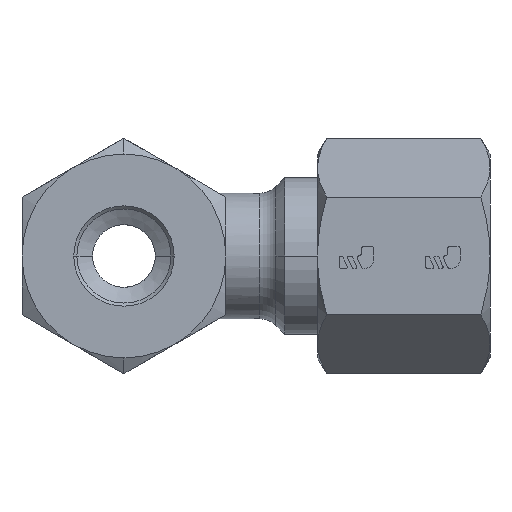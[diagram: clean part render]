
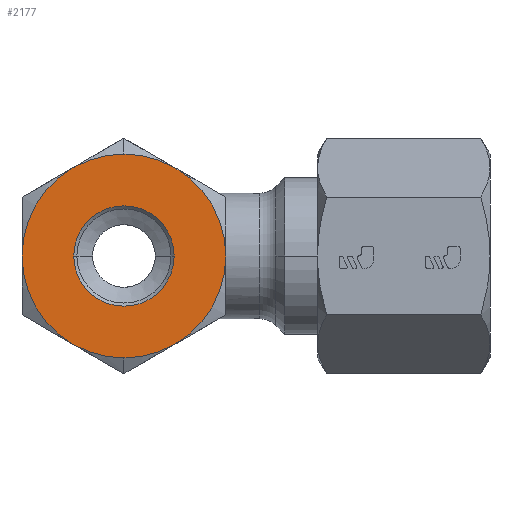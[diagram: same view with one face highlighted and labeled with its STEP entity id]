
A CAD part, left-side view. The second image highlights one B-rep face of the part: STEP entity #2177.
In plain terms, the highlighted planar face has unit normal (-1, 0, 0).
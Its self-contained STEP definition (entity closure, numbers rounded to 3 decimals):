
#2177=ADVANCED_FACE('',(#4836,#4837),#4838,.T.);
#4836=FACE_OUTER_BOUND('',#8311,.T.);
#4837=FACE_BOUND('',#8312,.T.);
#4838=PLANE('',#8313);
#8311=EDGE_LOOP('',(#15283,#15284,#15285,#15286,#15287,#15288,#15289,#15290));
#8312=EDGE_LOOP('',(#15291,#15292));
#8313=AXIS2_PLACEMENT_3D('',#15293,#15294,#15295);
#15283=ORIENTED_EDGE('',*,*,#22521,.T.);
#15284=ORIENTED_EDGE('',*,*,#22522,.T.);
#15285=ORIENTED_EDGE('',*,*,#20250,.F.);
#15286=ORIENTED_EDGE('',*,*,#20780,.F.);
#15287=ORIENTED_EDGE('',*,*,#22523,.T.);
#15288=ORIENTED_EDGE('',*,*,#22524,.T.);
#15289=ORIENTED_EDGE('',*,*,#22525,.F.);
#15290=ORIENTED_EDGE('',*,*,#20732,.F.);
#15291=ORIENTED_EDGE('',*,*,#21375,.T.);
#15292=ORIENTED_EDGE('',*,*,#20576,.T.);
#15293=CARTESIAN_POINT('',(-23.345,0.0,0.0));
#15294=DIRECTION('',(-1.0,0.0,0.0));
#15295=DIRECTION('',(0.0,1.0,0.0));
#20250=EDGE_CURVE('',#24379,#24036,#24380,.T.);
#20576=EDGE_CURVE('',#24942,#24939,#24943,.T.);
#20732=EDGE_CURVE('',#24373,#25201,#25202,.T.);
#20780=EDGE_CURVE('',#25280,#24379,#25281,.T.);
#21375=EDGE_CURVE('',#24939,#24942,#26259,.T.);
#22521=EDGE_CURVE('',#24373,#27941,#27942,.T.);
#22522=EDGE_CURVE('',#27941,#24036,#27943,.T.);
#22523=EDGE_CURVE('',#25280,#27944,#27945,.T.);
#22524=EDGE_CURVE('',#27944,#24654,#27946,.T.);
#22525=EDGE_CURVE('',#25201,#24654,#27947,.T.);
#24036=VERTEX_POINT('',#29895);
#24373=VERTEX_POINT('',#30461);
#24379=VERTEX_POINT('',#30486);
#24380=CIRCLE('',#30487,6.5);
#24654=VERTEX_POINT('',#30901);
#24939=VERTEX_POINT('',#31410);
#24942=VERTEX_POINT('',#31414);
#24943=CIRCLE('',#31415,3.2);
#25201=VERTEX_POINT('',#31867);
#25202=CIRCLE('',#31868,6.5);
#25280=VERTEX_POINT('',#31984);
#25281=CIRCLE('',#31985,6.5);
#26259=CIRCLE('',#33570,3.2);
#27941=VERTEX_POINT('',#36154);
#27942=CIRCLE('',#36155,6.5);
#27943=CIRCLE('',#36156,6.5);
#27944=VERTEX_POINT('',#36157);
#27945=CIRCLE('',#36158,6.5);
#27946=CIRCLE('',#36159,6.5);
#27947=CIRCLE('',#36160,6.5);
#29895=CARTESIAN_POINT('',(-23.345,3.25,5.629));
#30461=CARTESIAN_POINT('',(-23.345,-3.25,5.629));
#30486=CARTESIAN_POINT('',(-23.345,6.5,0.));
#30487=AXIS2_PLACEMENT_3D('',#38515,#38516,#38517);
#30901=CARTESIAN_POINT('',(-23.345,-3.25,-5.629));
#31410=CARTESIAN_POINT('',(-23.345,-3.2,0.0));
#31414=CARTESIAN_POINT('',(-23.345,3.2,0.));
#31415=AXIS2_PLACEMENT_3D('',#38882,#38883,#38884);
#31867=CARTESIAN_POINT('',(-23.345,-6.5,0.));
#31868=AXIS2_PLACEMENT_3D('',#39050,#39051,#39052);
#31984=CARTESIAN_POINT('',(-23.345,3.25,-5.629));
#31985=AXIS2_PLACEMENT_3D('',#39100,#39101,#39102);
#33570=AXIS2_PLACEMENT_3D('',#39743,#39744,#39745);
#36154=CARTESIAN_POINT('',(-23.345,0.,6.5));
#36155=AXIS2_PLACEMENT_3D('',#40973,#40974,#40975);
#36156=AXIS2_PLACEMENT_3D('',#40976,#40977,#40978);
#36157=CARTESIAN_POINT('',(-23.345,0.,-6.5));
#36158=AXIS2_PLACEMENT_3D('',#40979,#40980,#40981);
#36159=AXIS2_PLACEMENT_3D('',#40982,#40983,#40984);
#36160=AXIS2_PLACEMENT_3D('',#40985,#40986,#40987);
#38515=CARTESIAN_POINT('',(-23.345,0.0,0.0));
#38516=DIRECTION('',(1.0,0.0,0.0));
#38517=DIRECTION('',(0.0,1.0,0.));
#38882=CARTESIAN_POINT('',(-23.345,0.0,0.0));
#38883=DIRECTION('',(1.0,0.0,0.0));
#38884=DIRECTION('',(0.0,1.0,0.0));
#39050=CARTESIAN_POINT('',(-23.345,0.0,0.0));
#39051=DIRECTION('',(1.0,0.0,0.0));
#39052=DIRECTION('',(0.0,-0.5,0.866));
#39100=CARTESIAN_POINT('',(-23.345,0.0,0.0));
#39101=DIRECTION('',(1.0,0.0,0.0));
#39102=DIRECTION('',(0.0,0.5,-0.866));
#39743=CARTESIAN_POINT('',(-23.345,0.0,0.0));
#39744=DIRECTION('',(1.0,0.0,0.0));
#39745=DIRECTION('',(0.0,1.0,0.0));
#40973=CARTESIAN_POINT('',(-23.345,0.0,0.0));
#40974=DIRECTION('',(-1.0,0.0,0.0));
#40975=DIRECTION('',(0.0,-0.5,0.866));
#40976=CARTESIAN_POINT('',(-23.345,0.0,0.0));
#40977=DIRECTION('',(-1.0,0.0,0.0));
#40978=DIRECTION('',(0.0,-0.5,0.866));
#40979=CARTESIAN_POINT('',(-23.345,0.0,0.0));
#40980=DIRECTION('',(-1.0,0.0,0.0));
#40981=DIRECTION('',(0.0,0.5,-0.866));
#40982=CARTESIAN_POINT('',(-23.345,0.0,0.0));
#40983=DIRECTION('',(-1.0,0.0,0.0));
#40984=DIRECTION('',(0.0,0.5,-0.866));
#40985=CARTESIAN_POINT('',(-23.345,0.0,0.0));
#40986=DIRECTION('',(1.0,0.0,0.0));
#40987=DIRECTION('',(0.0,-1.0,0.));
